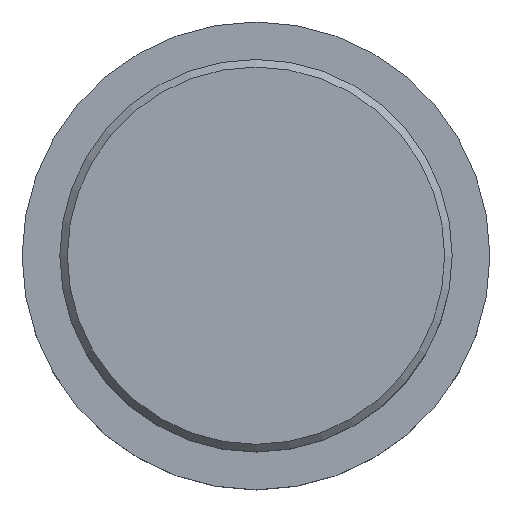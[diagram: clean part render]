
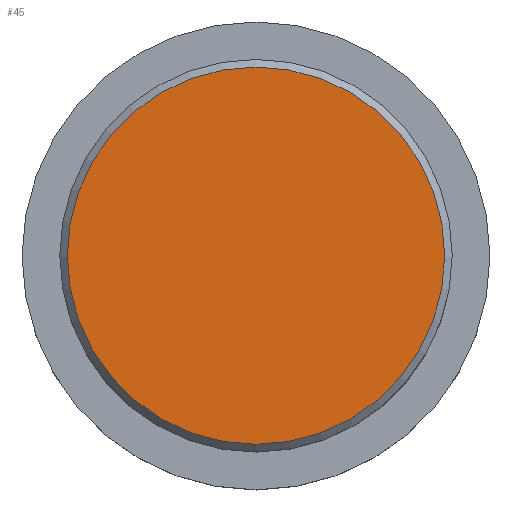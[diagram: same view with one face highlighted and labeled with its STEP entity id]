
A CAD part, top view. The second image highlights one B-rep face of the part: STEP entity #45.
In plain terms, the highlighted planar face has unit normal (0, 0, 1).
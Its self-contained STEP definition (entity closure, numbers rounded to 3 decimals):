
#45=ADVANCED_FACE('',(#96),#97,.T.);
#96=FACE_OUTER_BOUND('',#153,.T.);
#97=PLANE('',#154);
#153=EDGE_LOOP('',(#212));
#154=AXIS2_PLACEMENT_3D('',#213,#214,#215);
#212=ORIENTED_EDGE('',*,*,#275,.T.);
#213=CARTESIAN_POINT('',(-78.0,-71.5,100.7));
#214=DIRECTION('',(0.0,-0.0,1.0));
#215=DIRECTION('',(0.,1.0,0.0));
#275=EDGE_CURVE('',#307,#307,#308,.T.);
#307=VERTEX_POINT('',#344);
#308=CIRCLE('',#345,12.5);
#344=CARTESIAN_POINT('',(-78.0,-65.5,100.7));
#345=AXIS2_PLACEMENT_3D('',#383,#384,#385);
#383=CARTESIAN_POINT('',(-78.0,-78.0,100.7));
#384=DIRECTION('',(0.0,-0.0,1.0));
#385=DIRECTION('',(0.,1.0,0.0));
